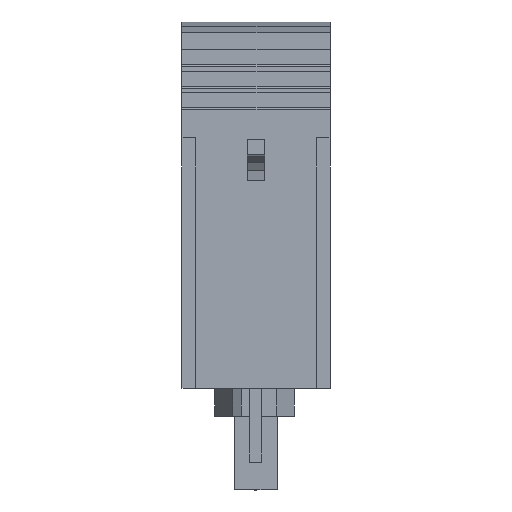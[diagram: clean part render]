
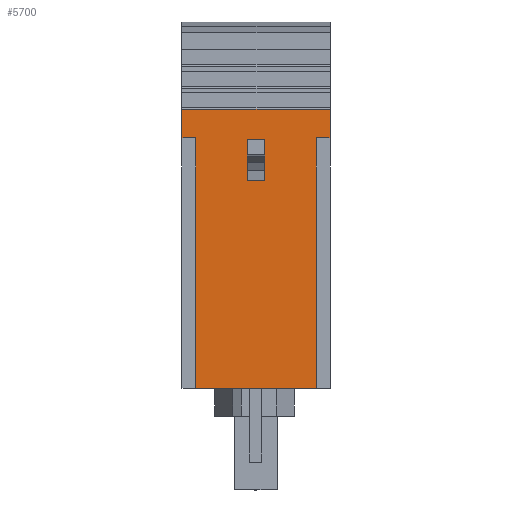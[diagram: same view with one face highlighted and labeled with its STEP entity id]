
A CAD part, front view. The second image highlights one B-rep face of the part: STEP entity #5700.
In plain terms, the highlighted face is planar.
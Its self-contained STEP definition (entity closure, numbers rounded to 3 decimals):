
#120=CARTESIAN_POINT('',(22.246,76.915,
3.45));
#130=VERTEX_POINT('',#120);
#160=CARTESIAN_POINT('',(22.246,76.915,
3.45));
#170=DIRECTION('',(0.,0.,1.));
#180=VECTOR('',#170,1.);
#190=LINE('',#160,#180);
#200=CARTESIAN_POINT('',(22.246,76.915,
20.95));
#210=VERTEX_POINT('',#200);
#220=EDGE_CURVE('',#130,#210,#190,.T.);
#530=CARTESIAN_POINT('',(22.246,48.172,
20.95));
#540=DIRECTION('',(0.,-1.,0.));
#550=VECTOR('',#540,1.);
#560=LINE('',#530,#550);
#570=CARTESIAN_POINT('',(22.246,73.515,
20.95));
#580=VERTEX_POINT('',#570);
#590=EDGE_CURVE('',#210,#580,#560,.T.);
#3900=CARTESIAN_POINT('',(22.246,73.515,
3.45));
#3910=VERTEX_POINT('',#3900);
#4080=CARTESIAN_POINT('',(22.246,73.515,
5.1));
#4090=VERTEX_POINT('',#4080);
#4120=CARTESIAN_POINT('',(22.246,73.515,
3.45));
#4130=DIRECTION('',(0.,0.,1.));
#4140=VECTOR('',#4130,1.);
#4150=LINE('',#4120,#4140);
#4160=EDGE_CURVE('',#3910,#4090,#4150,.T.);
#4330=CARTESIAN_POINT('',(22.246,48.172,
5.1));
#4340=DIRECTION('',(0.,1.,0.));
#4350=VECTOR('',#4340,1.);
#4360=LINE('',#4330,#4350);
#4370=CARTESIAN_POINT('',(22.246,43.915,
5.1));
#4380=VERTEX_POINT('',#4370);
#4390=EDGE_CURVE('',#4380,#4090,#4360,.T.);
#4970=CARTESIAN_POINT('',(22.246,43.915,
3.45));
#4980=DIRECTION('',(-1.,0.,0.));
#4990=DIRECTION('',(0.,-1.,0.));
#5000=AXIS2_PLACEMENT_3D('',#4970,#4980,#4990);
#5010=PLANE('',#5000);
#5020=CARTESIAN_POINT('',(22.246,73.315,
3.45));
#5030=DIRECTION('',(0.,0.,1.));
#5040=VECTOR('',#5030,1.);
#5050=LINE('',#5020,#5040);
#5060=CARTESIAN_POINT('',(22.246,73.315,
11.15));
#5070=VERTEX_POINT('',#5060);
#5080=CARTESIAN_POINT('',(22.246,73.315,
13.25));
#5090=VERTEX_POINT('',#5080);
#5100=EDGE_CURVE('',#5070,#5090,#5050,.T.);
#5110=ORIENTED_EDGE('',*,*,#5100,.F.);
#5120=CARTESIAN_POINT('',(22.246,48.172,
13.25));
#5130=DIRECTION('',(0.,-1.,0.));
#5140=VECTOR('',#5130,1.);
#5150=LINE('',#5120,#5140);
#5160=CARTESIAN_POINT('',(22.246,68.515,
13.25));
#5170=VERTEX_POINT('',#5160);
#5180=EDGE_CURVE('',#5090,#5170,#5150,.T.);
#5190=ORIENTED_EDGE('',*,*,#5180,.F.);
#5200=CARTESIAN_POINT('',(22.246,68.515,
3.45));
#5210=DIRECTION('',(0.,0.,-1.));
#5220=VECTOR('',#5210,1.);
#5230=LINE('',#5200,#5220);
#5240=CARTESIAN_POINT('',(22.246,68.515,
11.15));
#5250=VERTEX_POINT('',#5240);
#5260=EDGE_CURVE('',#5170,#5250,#5230,.T.);
#5270=ORIENTED_EDGE('',*,*,#5260,.F.);
#5280=CARTESIAN_POINT('',(22.246,48.172,
11.15));
#5290=DIRECTION('',(0.,-1.,0.));
#5300=VECTOR('',#5290,1.);
#5310=LINE('',#5280,#5300);
#5320=EDGE_CURVE('',#5070,#5250,#5310,.T.);
#5330=ORIENTED_EDGE('',*,*,#5320,.T.);
#5340=EDGE_LOOP('',(#5330,#5270,#5190,#5110));
#5350=FACE_BOUND('',#5340,.T.);
#5360=CARTESIAN_POINT('',(22.246,48.172,
3.45));
#5370=DIRECTION('',(0.,-1.,0.));
#5380=VECTOR('',#5370,1.);
#5390=LINE('',#5360,#5380);
#5400=EDGE_CURVE('',#130,#3910,#5390,.T.);
#5410=ORIENTED_EDGE('',*,*,#5400,.F.);
#5420=ORIENTED_EDGE('',*,*,#4160,.F.);
#5430=ORIENTED_EDGE('',*,*,#4390,.T.);
#5440=CARTESIAN_POINT('',(22.246,43.915,
3.45));
#5450=DIRECTION('',(0.,0.,1.));
#5460=VECTOR('',#5450,1.);
#5470=LINE('',#5440,#5460);
#5480=CARTESIAN_POINT('',(22.246,43.915,
19.3));
#5490=VERTEX_POINT('',#5480);
#5500=EDGE_CURVE('',#4380,#5490,#5470,.T.);
#5510=ORIENTED_EDGE('',*,*,#5500,.F.);
#5520=CARTESIAN_POINT('',(22.246,48.172,
19.3));
#5530=DIRECTION('',(0.,1.,0.));
#5540=VECTOR('',#5530,1.);
#5550=LINE('',#5520,#5540);
#5560=CARTESIAN_POINT('',(22.246,73.515,
19.3));
#5570=VERTEX_POINT('',#5560);
#5580=EDGE_CURVE('',#5490,#5570,#5550,.T.);
#5590=ORIENTED_EDGE('',*,*,#5580,.F.);
#5600=CARTESIAN_POINT('',(22.246,73.515,
3.45));
#5610=DIRECTION('',(0.,0.,-1.));
#5620=VECTOR('',#5610,1.);
#5630=LINE('',#5600,#5620);
#5640=EDGE_CURVE('',#580,#5570,#5630,.T.);
#5650=ORIENTED_EDGE('',*,*,#5640,.T.);
#5660=ORIENTED_EDGE('',*,*,#590,.T.);
#5670=ORIENTED_EDGE('',*,*,#220,.T.);
#5680=EDGE_LOOP('',(#5670,#5660,#5650,#5590,#5510,#5430,#5420,#5410));
#5690=FACE_OUTER_BOUND('',#5680,.T.);
#5700=ADVANCED_FACE('',(#5350,#5690),#5010,.F.);
